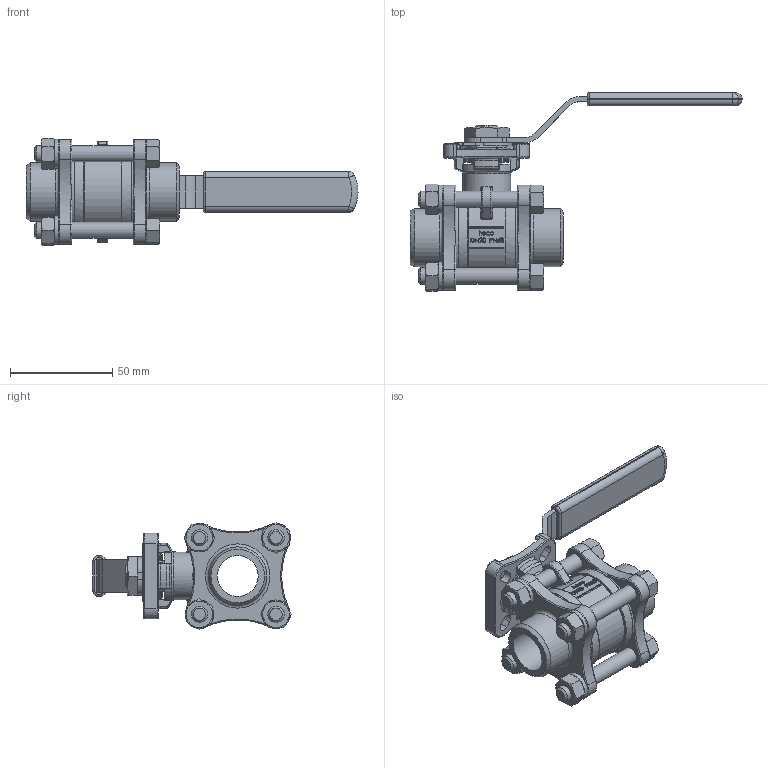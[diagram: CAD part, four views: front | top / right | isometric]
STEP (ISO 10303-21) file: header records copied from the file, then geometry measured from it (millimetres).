
FILE_DESCRIPTION (( 'STEP AP214' ), '1' );
FILE_NAME ('K3DA-034-0SS-4 Kugelhahn heco step214.STEP', '2013-02-18T09:23:37', ( 'test' ), ( '' ), 'SwSTEP 2.0', 'SolidWorks 2011', '' );
FILE_SCHEMA (( 'AUTOMOTIVE_DESIGN' ));
Length unit declared in the file: millimetre
Products named in the file (1): K3DA-034-0SS-4 Kugelhahn heco step214
Bounding box: 162.5 x 97.24 x 52.49 mm (x, y, z)
Volume: 113597.3 mm3; surface area: 42640.5 mm2
Topology: 1 solids, 1 shells, 1092 faces, 2775 edges, 1747 vertices
Faces by surface type: plane 454, bspline 261, cylinder 178, torus 107, cone 88, sphere 4
Full cylindrical faces by diameter (mm): 8 x8, 8.3 x10, 14 x4, 15 x1, 19 x1, 20 x1, 23.5 x1, 25 x2, 26 x1, 28.5 x2, 43 x4
Entity records: 59044 total; most frequent: CARTESIAN_POINT 22724, ORIENTED_EDGE 5394, DIRECTION 4318, EDGE_CURVE 2697, VERTEX_POINT 1725, AXIS2_PLACEMENT_3D 1525, LINE 1268, VECTOR 1268
